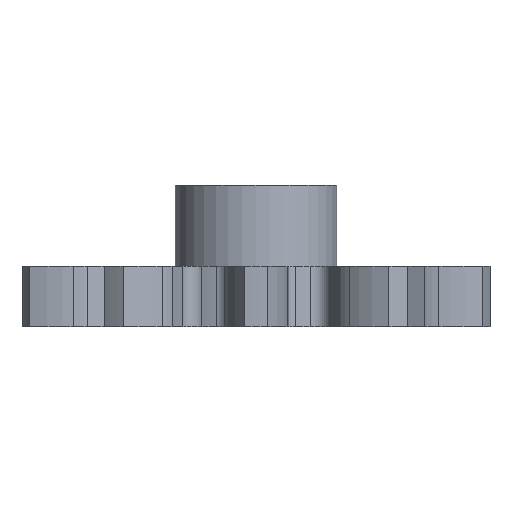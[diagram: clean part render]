
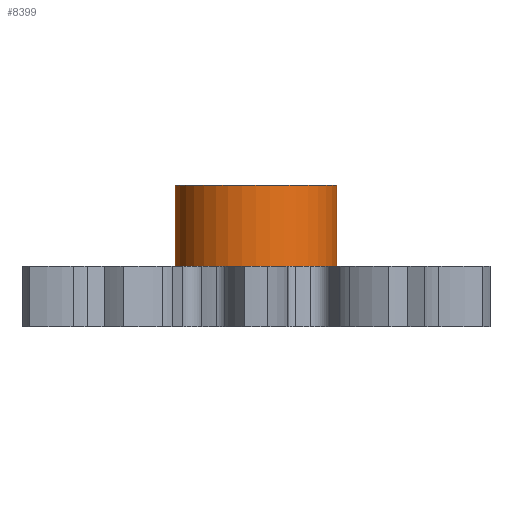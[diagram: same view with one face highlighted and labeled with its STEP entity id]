
A CAD part, left-side view. The second image highlights one B-rep face of the part: STEP entity #8399.
In plain terms, the highlighted cylindrical face has radius 4 mm (diameter 8 mm), a full revolution.
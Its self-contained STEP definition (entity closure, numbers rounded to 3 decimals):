
#83 = PLANE('',#84);
#84 = AXIS2_PLACEMENT_3D('',#85,#86,#87);
#85 = CARTESIAN_POINT('',(8.095,-1.406,3.));
#86 = DIRECTION('',(0.,0.,-1.));
#87 = DIRECTION('',(-1.,0.,0.));
#5768 = EDGE_CURVE('',#5769,#5769,#5771,.T.);
#5769 = VERTEX_POINT('',#5770);
#5770 = CARTESIAN_POINT('',(4.,0.,3.));
#5771 = SURFACE_CURVE('',#5772,(#5777,#5788),.PCURVE_S1.);
#5772 = CIRCLE('',#5773,4.);
#5773 = AXIS2_PLACEMENT_3D('',#5774,#5775,#5776);
#5774 = CARTESIAN_POINT('',(0.,0.,3.));
#5775 = DIRECTION('',(0.,0.,1.));
#5776 = DIRECTION('',(1.,0.,0.));
#5777 = PCURVE('',#83,#5778);
#5778 = DEFINITIONAL_REPRESENTATION('',(#5779),#5787);
#5779 = ( BOUNDED_CURVE() B_SPLINE_CURVE(2,(#5780,#5781,#5782,#5783,
#5784,#5785,#5786),.UNSPECIFIED.,.F.,.F.) B_SPLINE_CURVE_WITH_KNOTS((1,2
    ,2,2,2,1),(-2.094,0.,2.094,4.189,
6.283,8.378),.UNSPECIFIED.) CURVE() 
GEOMETRIC_REPRESENTATION_ITEM() RATIONAL_B_SPLINE_CURVE((1.,0.5,1.,0.5,
1.,0.5,1.)) REPRESENTATION_ITEM('') );
#5780 = CARTESIAN_POINT('',(4.095,1.406));
#5781 = CARTESIAN_POINT('',(4.095,8.334));
#5782 = CARTESIAN_POINT('',(10.095,4.87));
#5783 = CARTESIAN_POINT('',(16.095,1.406));
#5784 = CARTESIAN_POINT('',(10.095,-2.058));
#5785 = CARTESIAN_POINT('',(4.095,-5.522));
#5786 = CARTESIAN_POINT('',(4.095,1.406));
#5787 = ( GEOMETRIC_REPRESENTATION_CONTEXT(2) 
PARAMETRIC_REPRESENTATION_CONTEXT() REPRESENTATION_CONTEXT('2D SPACE',''
  ) );
#5788 = PCURVE('',#5789,#5794);
#5789 = CYLINDRICAL_SURFACE('',#5790,4.);
#5790 = AXIS2_PLACEMENT_3D('',#5791,#5792,#5793);
#5791 = CARTESIAN_POINT('',(0.,0.,0.));
#5792 = DIRECTION('',(0.,0.,1.));
#5793 = DIRECTION('',(1.,0.,0.));
#5794 = DEFINITIONAL_REPRESENTATION('',(#5795),#5799);
#5795 = LINE('',#5796,#5797);
#5796 = CARTESIAN_POINT('',(0.,3.));
#5797 = VECTOR('',#5798,1.);
#5798 = DIRECTION('',(1.,0.));
#5799 = ( GEOMETRIC_REPRESENTATION_CONTEXT(2) 
PARAMETRIC_REPRESENTATION_CONTEXT() REPRESENTATION_CONTEXT('2D SPACE',''
  ) );
#8399 = ADVANCED_FACE('',(#8400),#5789,.T.);
#8400 = FACE_BOUND('',#8401,.T.);
#8401 = EDGE_LOOP('',(#8402,#8425,#8452,#8453));
#8402 = ORIENTED_EDGE('',*,*,#8403,.T.);
#8403 = EDGE_CURVE('',#5769,#8404,#8406,.T.);
#8404 = VERTEX_POINT('',#8405);
#8405 = CARTESIAN_POINT('',(4.,0.,7.));
#8406 = SEAM_CURVE('',#8407,(#8411,#8418),.PCURVE_S1.);
#8407 = LINE('',#8408,#8409);
#8408 = CARTESIAN_POINT('',(4.,0.,0.));
#8409 = VECTOR('',#8410,1.);
#8410 = DIRECTION('',(0.,0.,1.));
#8411 = PCURVE('',#5789,#8412);
#8412 = DEFINITIONAL_REPRESENTATION('',(#8413),#8417);
#8413 = LINE('',#8414,#8415);
#8414 = CARTESIAN_POINT('',(6.283,-0.));
#8415 = VECTOR('',#8416,1.);
#8416 = DIRECTION('',(0.,1.));
#8417 = ( GEOMETRIC_REPRESENTATION_CONTEXT(2) 
PARAMETRIC_REPRESENTATION_CONTEXT() REPRESENTATION_CONTEXT('2D SPACE',''
  ) );
#8418 = PCURVE('',#5789,#8419);
#8419 = DEFINITIONAL_REPRESENTATION('',(#8420),#8424);
#8420 = LINE('',#8421,#8422);
#8421 = CARTESIAN_POINT('',(0.,-0.));
#8422 = VECTOR('',#8423,1.);
#8423 = DIRECTION('',(0.,1.));
#8424 = ( GEOMETRIC_REPRESENTATION_CONTEXT(2) 
PARAMETRIC_REPRESENTATION_CONTEXT() REPRESENTATION_CONTEXT('2D SPACE',''
  ) );
#8425 = ORIENTED_EDGE('',*,*,#8426,.F.);
#8426 = EDGE_CURVE('',#8404,#8404,#8427,.T.);
#8427 = SURFACE_CURVE('',#8428,(#8433,#8440),.PCURVE_S1.);
#8428 = CIRCLE('',#8429,4.);
#8429 = AXIS2_PLACEMENT_3D('',#8430,#8431,#8432);
#8430 = CARTESIAN_POINT('',(0.,0.,7.));
#8431 = DIRECTION('',(0.,0.,1.));
#8432 = DIRECTION('',(1.,0.,0.));
#8433 = PCURVE('',#5789,#8434);
#8434 = DEFINITIONAL_REPRESENTATION('',(#8435),#8439);
#8435 = LINE('',#8436,#8437);
#8436 = CARTESIAN_POINT('',(0.,7.));
#8437 = VECTOR('',#8438,1.);
#8438 = DIRECTION('',(1.,0.));
#8439 = ( GEOMETRIC_REPRESENTATION_CONTEXT(2) 
PARAMETRIC_REPRESENTATION_CONTEXT() REPRESENTATION_CONTEXT('2D SPACE',''
  ) );
#8440 = PCURVE('',#8441,#8446);
#8441 = PLANE('',#8442);
#8442 = AXIS2_PLACEMENT_3D('',#8443,#8444,#8445);
#8443 = CARTESIAN_POINT('',(0.,0.,7.));
#8444 = DIRECTION('',(0.,0.,1.));
#8445 = DIRECTION('',(1.,0.,0.));
#8446 = DEFINITIONAL_REPRESENTATION('',(#8447),#8451);
#8447 = CIRCLE('',#8448,4.);
#8448 = AXIS2_PLACEMENT_2D('',#8449,#8450);
#8449 = CARTESIAN_POINT('',(0.,0.));
#8450 = DIRECTION('',(1.,0.));
#8451 = ( GEOMETRIC_REPRESENTATION_CONTEXT(2) 
PARAMETRIC_REPRESENTATION_CONTEXT() REPRESENTATION_CONTEXT('2D SPACE',''
  ) );
#8452 = ORIENTED_EDGE('',*,*,#8403,.F.);
#8453 = ORIENTED_EDGE('',*,*,#5768,.T.);
